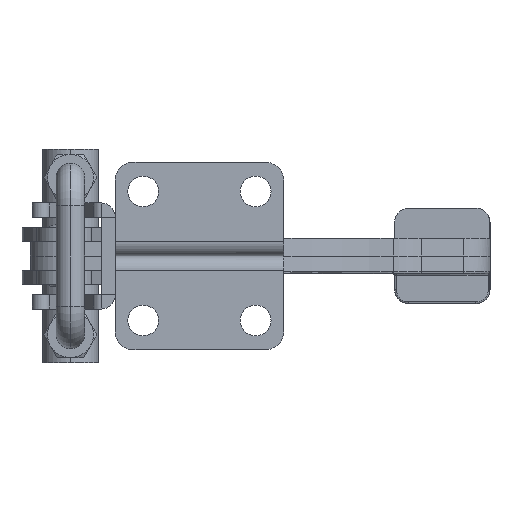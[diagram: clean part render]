
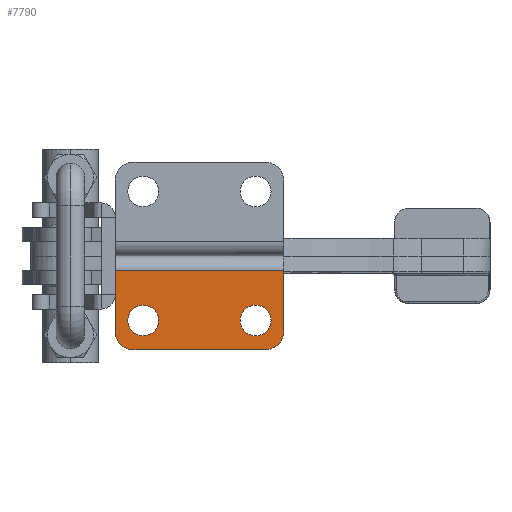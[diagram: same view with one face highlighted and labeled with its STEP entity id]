
A CAD part, front view. The second image highlights one B-rep face of the part: STEP entity #7790.
In plain terms, the highlighted planar face has unit normal (0, -1, 0).
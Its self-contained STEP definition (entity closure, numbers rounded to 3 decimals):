
#35 = EDGE_LOOP ( 'NONE', ( #1815, #11845 ) ) ;
#182 = VECTOR ( 'NONE', #13016, 1000. ) ;
#208 = EDGE_CURVE ( 'NONE', #14784, #15373, #16080, .T. ) ;
#277 = EDGE_CURVE ( 'NONE', #13485, #2601, #9069, .T. ) ;
#530 = AXIS2_PLACEMENT_3D ( 'NONE', #14685, #2315, #11011 ) ;
#1077 = PLANE ( 'NONE',  #530 ) ;
#1130 = ORIENTED_EDGE ( 'NONE', *, *, #7757, .F. ) ;
#1371 = VERTEX_POINT ( 'NONE', #8388 ) ;
#1414 = CARTESIAN_POINT ( 'NONE',  ( -39.7, 0., -22.6 ) ) ;
#1573 = CARTESIAN_POINT ( 'NONE',  ( 0., 0., -21.5 ) ) ;
#1577 = AXIS2_PLACEMENT_3D ( 'NONE', #14292, #6829, #15563 ) ;
#1601 = VECTOR ( 'NONE', #3318, 1000. ) ;
#1717 = CARTESIAN_POINT ( 'NONE',  ( -77.3, 0., -4.1 ) ) ;
#1815 = ORIENTED_EDGE ( 'NONE', *, *, #7056, .F. ) ;
#2187 = FACE_OUTER_BOUND ( 'NONE', #14638, .T. ) ;
#2315 = DIRECTION ( 'NONE',  ( 0., -1., 0. ) ) ;
#2482 = DIRECTION ( 'NONE',  ( 0., -1., 0. ) ) ;
#2601 = VERTEX_POINT ( 'NONE', #1414 ) ;
#2667 = VERTEX_POINT ( 'NONE', #1573 ) ;
#3310 = CARTESIAN_POINT ( 'NONE',  ( -39.7, 0., -18.25 ) ) ;
#3318 = DIRECTION ( 'NONE',  ( 1., 0., 0. ) ) ;
#3467 = EDGE_LOOP ( 'NONE', ( #5061, #6473 ) ) ;
#3952 = DIRECTION ( 'NONE',  ( 0., -1., 0. ) ) ;
#4051 = AXIS2_PLACEMENT_3D ( 'NONE', #3310, #12032, #4539 ) ;
#4198 = DIRECTION ( 'NONE',  ( 1., 0., 0. ) ) ;
#4490 = CIRCLE ( 'NONE', #10889, 4.35 ) ;
#4539 = DIRECTION ( 'NONE',  ( 0., 0., -1. ) ) ;
#4725 = DIRECTION ( 'NONE',  ( 0., 1., 0. ) ) ;
#5061 = ORIENTED_EDGE ( 'NONE', *, *, #6738, .F. ) ;
#5217 = EDGE_CURVE ( 'NONE', #10797, #15373, #6707, .T. ) ;
#5977 = CARTESIAN_POINT ( 'NONE',  ( 0., 0., -26.5 ) ) ;
#6473 = ORIENTED_EDGE ( 'NONE', *, *, #11290, .F. ) ;
#6663 = LINE ( 'NONE', #1717, #12901 ) ;
#6707 = LINE ( 'NONE', #13072, #182 ) ;
#6738 = EDGE_CURVE ( 'NONE', #12339, #1371, #8626, .T. ) ;
#6829 = DIRECTION ( 'NONE',  ( 0., 1., 0. ) ) ;
#6988 = EDGE_CURVE ( 'NONE', #2667, #10143, #8992, .T. ) ;
#7056 = EDGE_CURVE ( 'NONE', #2601, #13485, #4490, .T. ) ;
#7155 = ORIENTED_EDGE ( 'NONE', *, *, #6988, .T. ) ;
#7159 = DIRECTION ( 'NONE',  ( 0., -1., 0. ) ) ;
#7757 = EDGE_CURVE ( 'NONE', #2667, #7763, #8397, .T. ) ;
#7763 = VERTEX_POINT ( 'NONE', #10967 ) ;
#7790 = ADVANCED_FACE ( 'NONE', ( #11326, #11715, #2187 ), #1077, .T. ) ;
#7806 = CARTESIAN_POINT ( 'NONE',  ( -39.7, 0., -13.9 ) ) ;
#8072 = CARTESIAN_POINT ( 'NONE',  ( -47.6, 0., -21.5 ) ) ;
#8186 = CIRCLE ( 'NONE', #11791, 4.35 ) ;
#8388 = CARTESIAN_POINT ( 'NONE',  ( -7.9, 0., -13.9 ) ) ;
#8397 = CIRCLE ( 'NONE', #14105, 5. ) ;
#8626 = CIRCLE ( 'NONE', #9836, 4.35 ) ;
#8992 = LINE ( 'NONE', #5977, #15609 ) ;
#9069 = CIRCLE ( 'NONE', #4051, 4.35 ) ;
#9180 = ORIENTED_EDGE ( 'NONE', *, *, #9680, .F. ) ;
#9672 = CARTESIAN_POINT ( 'NONE',  ( 0., 0., -4.1 ) ) ;
#9680 = EDGE_CURVE ( 'NONE', #10797, #10143, #6663, .T. ) ;
#9836 = AXIS2_PLACEMENT_3D ( 'NONE', #11415, #3952, #12647 ) ;
#9930 = CARTESIAN_POINT ( 'NONE',  ( -39.7, 0., -18.25 ) ) ;
#10143 = VERTEX_POINT ( 'NONE', #9672 ) ;
#10797 = VERTEX_POINT ( 'NONE', #11190 ) ;
#10889 = AXIS2_PLACEMENT_3D ( 'NONE', #9930, #2482, #11191 ) ;
#10967 = CARTESIAN_POINT ( 'NONE',  ( -5., 0., -26.5 ) ) ;
#11011 = DIRECTION ( 'NONE',  ( 0., 0., 1. ) ) ;
#11190 = CARTESIAN_POINT ( 'NONE',  ( -47.6, 0., -4.1 ) ) ;
#11191 = DIRECTION ( 'NONE',  ( 0., 0., -1. ) ) ;
#11214 = EDGE_CURVE ( 'NONE', #14784, #7763, #14408, .T. ) ;
#11290 = EDGE_CURVE ( 'NONE', #1371, #12339, #8186, .T. ) ;
#11326 = FACE_BOUND ( 'NONE', #35, .T. ) ;
#11415 = CARTESIAN_POINT ( 'NONE',  ( -7.9, 0., -18.25 ) ) ;
#11715 = FACE_BOUND ( 'NONE', #3467, .T. ) ;
#11791 = AXIS2_PLACEMENT_3D ( 'NONE', #14622, #7159, #15892 ) ;
#11845 = ORIENTED_EDGE ( 'NONE', *, *, #277, .F. ) ;
#11910 = ORIENTED_EDGE ( 'NONE', *, *, #208, .F. ) ;
#12032 = DIRECTION ( 'NONE',  ( 0., -1., 0. ) ) ;
#12210 = CARTESIAN_POINT ( 'NONE',  ( -5., 0., -21.5 ) ) ;
#12339 = VERTEX_POINT ( 'NONE', #13288 ) ;
#12647 = DIRECTION ( 'NONE',  ( 0., 0., -1. ) ) ;
#12901 = VECTOR ( 'NONE', #4198, 1000. ) ;
#13016 = DIRECTION ( 'NONE',  ( 0., 0., -1. ) ) ;
#13072 = CARTESIAN_POINT ( 'NONE',  ( -47.6, 0., 0. ) ) ;
#13146 = CARTESIAN_POINT ( 'NONE',  ( -42.6, 0., -26.5 ) ) ;
#13288 = CARTESIAN_POINT ( 'NONE',  ( -7.9, 0., -22.6 ) ) ;
#13437 = DIRECTION ( 'NONE',  ( 0., 0., 1. ) ) ;
#13485 = VERTEX_POINT ( 'NONE', #7806 ) ;
#13644 = ORIENTED_EDGE ( 'NONE', *, *, #11214, .T. ) ;
#13895 = ORIENTED_EDGE ( 'NONE', *, *, #5217, .T. ) ;
#14105 = AXIS2_PLACEMENT_3D ( 'NONE', #12210, #4725, #13437 ) ;
#14292 = CARTESIAN_POINT ( 'NONE',  ( -42.6, 0., -21.5 ) ) ;
#14408 = LINE ( 'NONE', #15678, #1601 ) ;
#14622 = CARTESIAN_POINT ( 'NONE',  ( -7.9, 0., -18.25 ) ) ;
#14638 = EDGE_LOOP ( 'NONE', ( #7155, #9180, #13895, #11910, #13644, #1130 ) ) ;
#14685 = CARTESIAN_POINT ( 'NONE',  ( -77.3, 0., -26.5 ) ) ;
#14697 = DIRECTION ( 'NONE',  ( 0., 0., 1. ) ) ;
#14784 = VERTEX_POINT ( 'NONE', #13146 ) ;
#15373 = VERTEX_POINT ( 'NONE', #8072 ) ;
#15563 = DIRECTION ( 'NONE',  ( 0., 0., 1. ) ) ;
#15609 = VECTOR ( 'NONE', #14697, 1000. ) ;
#15678 = CARTESIAN_POINT ( 'NONE',  ( -77.3, 0., -26.5 ) ) ;
#15892 = DIRECTION ( 'NONE',  ( 0., 0., -1. ) ) ;
#16080 = CIRCLE ( 'NONE', #1577, 5. ) ;
